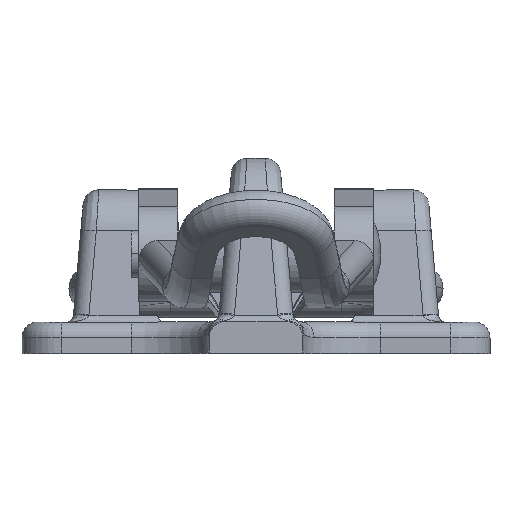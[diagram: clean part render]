
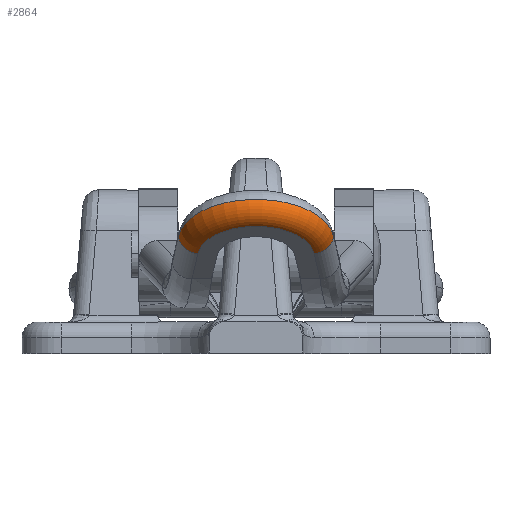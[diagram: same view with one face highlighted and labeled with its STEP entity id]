
A CAD part, top view. The second image highlights one B-rep face of the part: STEP entity #2864.
In plain terms, the highlighted toroidal (fillet/blend) face has major radius 7.5 mm and minor radius 2.5 mm.
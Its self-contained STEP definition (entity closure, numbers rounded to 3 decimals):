
#594 = AXIS2_PLACEMENT_3D ( 'NONE', #7729, #2484, #8616 ) ;
#652 = EDGE_CURVE ( 'NONE', #6126, #4291, #7179, .T. ) ;
#655 = EDGE_CURVE ( 'NONE', #1111, #6126, #4566, .T. ) ;
#1111 = VERTEX_POINT ( 'NONE', #2014 ) ;
#1137 = ORIENTED_EDGE ( 'NONE', *, *, #1159, .F. ) ;
#1159 = EDGE_CURVE ( 'NONE', #7402, #4291, #6489, .T. ) ;
#1902 = DIRECTION ( 'NONE',  ( 0., -0.766, -0.643 ) ) ;
#2014 = CARTESIAN_POINT ( 'NONE',  ( -9.922, 6.779, -65.748 ) ) ;
#2484 = DIRECTION ( 'NONE',  ( 0.125, 0.638, -0.76 ) ) ;
#2843 = AXIS2_PLACEMENT_3D ( 'NONE', #7159, #1902, #8034 ) ;
#2864 = ADVANCED_FACE ( 'NONE', ( #8081 ), #3436, .T. ) ;
#3085 = AXIS2_PLACEMENT_3D ( 'NONE', #3267, #5880, #9397 ) ;
#3130 = CARTESIAN_POINT ( 'NONE',  ( -7.442, 4.664, -67.116 ) ) ;
#3137 = DIRECTION ( 'NONE',  ( 0., 0.766, 0.643 ) ) ;
#3232 = DIRECTION ( 'NONE',  ( -0.125, 0.638, -0.76 ) ) ;
#3267 = CARTESIAN_POINT ( 'NONE',  ( 0., 5.978, -64.793 ) ) ;
#3436 = TOROIDAL_SURFACE ( 'NONE', #3085, 7.5, 2.5 ) ;
#3981 = CARTESIAN_POINT ( 'NONE',  ( 7.442, 6.579, -65.509 ) ) ;
#4133 = AXIS2_PLACEMENT_3D ( 'NONE', #9244, #9307, #8398 ) ;
#4291 = VERTEX_POINT ( 'NONE', #4292 ) ;
#4292 = CARTESIAN_POINT ( 'NONE',  ( 7.442, 4.664, -67.116 ) ) ;
#4566 = CIRCLE ( 'NONE', #4133, 10. ) ;
#5494 = ORIENTED_EDGE ( 'NONE', *, *, #655, .T. ) ;
#5880 = DIRECTION ( 'NONE',  ( 0., 0.766, 0.643 ) ) ;
#6126 = VERTEX_POINT ( 'NONE', #9359 ) ;
#6489 = CIRCLE ( 'NONE', #2843, 7.5 ) ;
#6570 = ORIENTED_EDGE ( 'NONE', *, *, #652, .T. ) ;
#7159 = CARTESIAN_POINT ( 'NONE',  ( 0., 4.063, -66.4 ) ) ;
#7179 = CIRCLE ( 'NONE', #9633, 2.5 ) ;
#7402 = VERTEX_POINT ( 'NONE', #3130 ) ;
#7729 = CARTESIAN_POINT ( 'NONE',  ( -7.442, 6.579, -65.509 ) ) ;
#8034 = DIRECTION ( 'NONE',  ( 0., -0.643, 0.766 ) ) ;
#8057 = EDGE_CURVE ( 'NONE', #7402, #1111, #8658, .T. ) ;
#8081 = FACE_OUTER_BOUND ( 'NONE', #8120, .T. ) ;
#8120 = EDGE_LOOP ( 'NONE', ( #6570, #1137, #9706, #5494 ) ) ;
#8398 = DIRECTION ( 'NONE',  ( 0., -0.643, 0.766 ) ) ;
#8616 = DIRECTION ( 'NONE',  ( 0., 0.766, 0.643 ) ) ;
#8658 = CIRCLE ( 'NONE', #594, 2.5 ) ;
#9244 = CARTESIAN_POINT ( 'NONE',  ( 0., 5.978, -64.793 ) ) ;
#9307 = DIRECTION ( 'NONE',  ( 0., -0.766, -0.643 ) ) ;
#9359 = CARTESIAN_POINT ( 'NONE',  ( 9.922, 6.779, -65.748 ) ) ;
#9397 = DIRECTION ( 'NONE',  ( 0., -0.643, 0.766 ) ) ;
#9633 = AXIS2_PLACEMENT_3D ( 'NONE', #3981, #3232, #3137 ) ;
#9706 = ORIENTED_EDGE ( 'NONE', *, *, #8057, .T. ) ;
